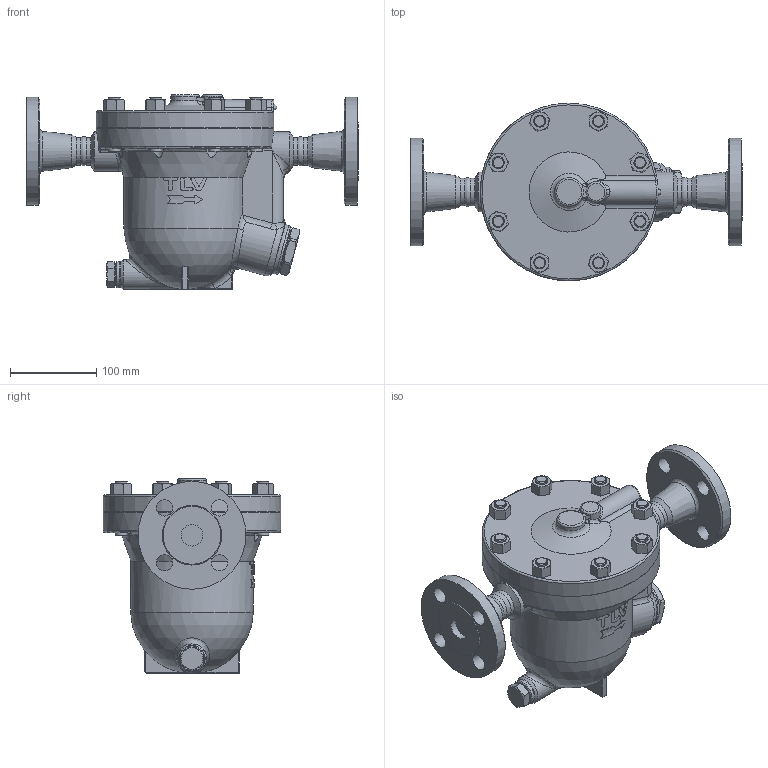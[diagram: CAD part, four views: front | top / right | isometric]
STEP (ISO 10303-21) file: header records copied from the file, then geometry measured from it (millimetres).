
FILE_DESCRIPTION((''),'2;1');
FILE_NAME('j7rlx-025-jis20-00.stp','2010-07-27T15:46:24',('nakaot'),(''),'Autodesk Inventor 2008','Autodesk Inventor 2008','');
FILE_SCHEMA(('AUTOMOTIVE_DESIGN { 1 0 10303 214 1 1 1 1 }'));
Length unit declared in the file: millimetre
Products named in the file (1): j7rlx-025-jis20-00
Bounding box: 385 x 206 x 225.6 mm (x, y, z)
Volume: 4810479.8 mm3; surface area: 304351.7 mm2
Topology: 1 solids, 1 shells, 426 faces, 1013 edges, 629 vertices
Faces by surface type: plane 142, cylinder 98, bspline 92, cone 81, torus 10, sphere 3
Full cylindrical faces by diameter (mm): 14 x24, 19 x4, 21 x1, 25 x1, 30 x1, 32 x3, 33 x1, 34 x1, 46 x1, 49.5 x1, 58 x1, 125 x1, 150 x1, 206 x2
Entity records: 19996 total; most frequent: CARTESIAN_POINT 11450, ORIENTED_EDGE 1786, DIRECTION 1579, EDGE_CURVE 893, AXIS2_PLACEMENT_3D 686, VERTEX_POINT 605, EDGE_LOOP 594, FACE_OUTER_BOUND 426
